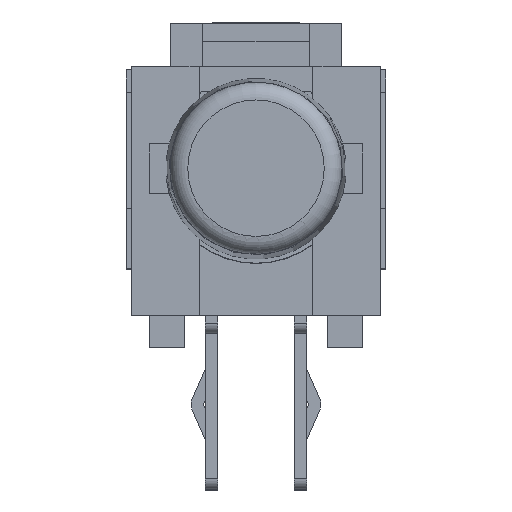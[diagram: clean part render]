
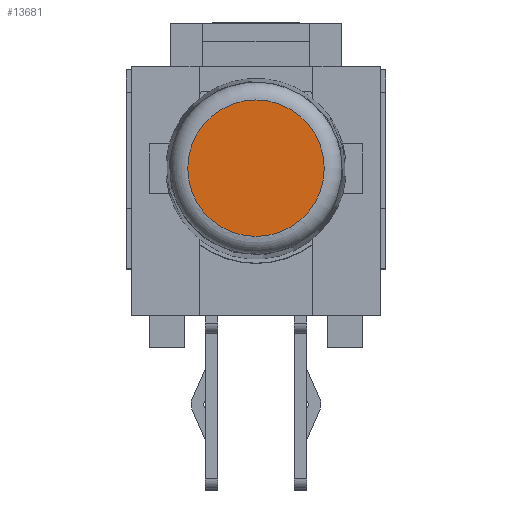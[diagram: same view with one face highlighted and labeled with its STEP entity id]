
A CAD part, top view. The second image highlights one B-rep face of the part: STEP entity #13681.
In plain terms, the highlighted planar face has unit normal (0, 0, 1).
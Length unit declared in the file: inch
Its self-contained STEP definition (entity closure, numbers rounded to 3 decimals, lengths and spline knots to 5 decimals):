
#13642=CARTESIAN_POINT('',(0.07553,0.,0.62756));
#13643=VERTEX_POINT('',#13642);
#13644=CARTESIAN_POINT('',(0.,0.,0.62756));
#13645=DIRECTION('',(0.0,0.0,-1.0));
#13646=DIRECTION('',(-1.0,0.0,0.0));
#13647=AXIS2_PLACEMENT_3D('',#13644,#13645,#13646);
#13648=CIRCLE('',#13647,0.07553);
#13649=EDGE_CURVE('',#13643,#13643,#13648,.T.);
#13673=CARTESIAN_POINT('',(0.08309,-0.08309,0.62756));
#13674=DIRECTION('',(0.0,0.0,-1.0));
#13675=DIRECTION('',(-1.0,0.0,0.0));
#13676=AXIS2_PLACEMENT_3D('',#13673,#13674,#13675);
#13677=PLANE('',#13676);
#13678=ORIENTED_EDGE('',*,*,#13649,.F.);
#13679=EDGE_LOOP('',(#13678));
#13680=FACE_OUTER_BOUND('',#13679,.T.);
#13681=ADVANCED_FACE('',(#13680),#13677,.F.);
